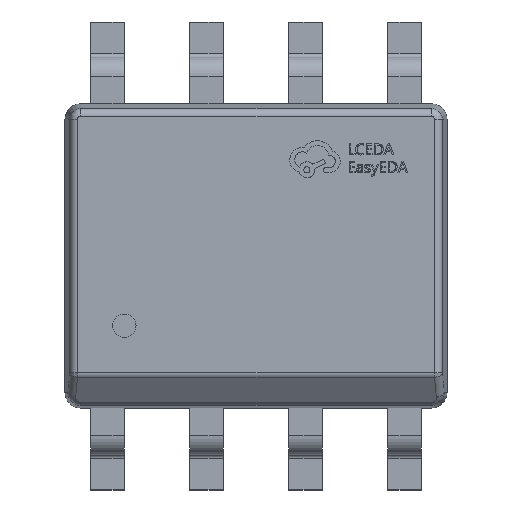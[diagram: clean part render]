
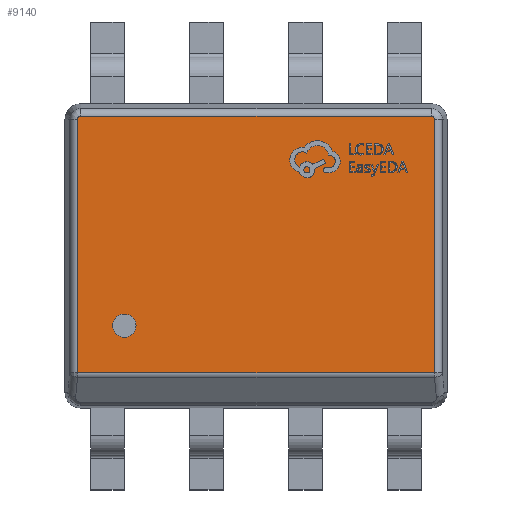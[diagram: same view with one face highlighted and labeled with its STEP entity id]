
A CAD part, top view. The second image highlights one B-rep face of the part: STEP entity #9140.
In plain terms, the highlighted planar face has unit normal (0, 0, 1).
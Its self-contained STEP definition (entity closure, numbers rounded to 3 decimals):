
#176 = CARTESIAN_POINT ( 'NONE',  ( 2.288, -1.497, 1.5 ) ) ;
#848 = VERTEX_POINT ( 'NONE', #10732 ) ;
#906 = EDGE_CURVE ( 'NONE', #20914, #10996, #19402, .T. ) ;
#915 = CARTESIAN_POINT ( 'NONE',  ( -2.25, -1.75, 1.5 ) ) ;
#2277 = ORIENTED_EDGE ( 'NONE', *, *, #906, .T. ) ;
#2350 = CIRCLE ( 'NONE', #14703, 0.15 ) ;
#2462 = CARTESIAN_POINT ( 'NONE',  ( -2.288, 1.75, 1.5 ) ) ;
#2663 = EDGE_CURVE ( 'NONE', #848, #10996, #5685, .T. ) ;
#2873 = VECTOR ( 'NONE', #7803, 1000. ) ;
#2909 = PLANE ( 'NONE',  #9868 ) ;
#3177 = ORIENTED_EDGE ( 'NONE', *, *, #14522, .F. ) ;
#3229 = EDGE_CURVE ( 'NONE', #20914, #5630, #7979, .T. ) ;
#4352 = CARTESIAN_POINT ( 'NONE',  ( 2.272, 1.788, 1.5 ) ) ;
#4543 = VERTEX_POINT ( 'NONE', #176 ) ;
#4788 = ORIENTED_EDGE ( 'NONE', *, *, #13787, .T. ) ;
#4986 = DIRECTION ( 'NONE',  ( 1., 0., 0. ) ) ;
#4991 = DIRECTION ( 'NONE',  ( 0., -1., 0. ) ) ;
#5630 = VERTEX_POINT ( 'NONE', #16642 ) ;
#5685 =( BOUNDED_CURVE ( )  B_SPLINE_CURVE ( 3, ( #2462, #6315, #14611, #21490 ),
 .UNSPECIFIED., .F., .F. ) 
 B_SPLINE_CURVE_WITH_KNOTS ( ( 4, 4 ),
 ( 0., 1. ),
 .UNSPECIFIED. ) 
 CURVE ( )  GEOMETRIC_REPRESENTATION_ITEM ( )  RATIONAL_B_SPLINE_CURVE ( ( 1., 0.805, 0.805, 1. ) ) 
 REPRESENTATION_ITEM ( '' )  );
#6121 = CARTESIAN_POINT ( 'NONE',  ( 2.288, 1.75, 1.5 ) ) ;
#6315 = CARTESIAN_POINT ( 'NONE',  ( -2.288, 1.772, 1.5 ) ) ;
#6355 = AXIS2_PLACEMENT_3D ( 'NONE', #20666, #13673, #8911 ) ;
#6436 = CARTESIAN_POINT ( 'NONE',  ( -1.688, -0.897, 1.5 ) ) ;
#6462 = CARTESIAN_POINT ( 'NONE',  ( -2.25, 1.788, 1.5 ) ) ;
#6884 = CARTESIAN_POINT ( 'NONE',  ( 2.288, -1.75, 1.5 ) ) ;
#7090 = LINE ( 'NONE', #14033, #19638 ) ;
#7313 = VERTEX_POINT ( 'NONE', #18693 ) ;
#7692 = DIRECTION ( 'NONE',  ( 0., 0., 1. ) ) ;
#7803 = DIRECTION ( 'NONE',  ( -1., 0., 0. ) ) ;
#7979 =( BOUNDED_CURVE ( )  B_SPLINE_CURVE ( 3, ( #17754, #4352, #19292, #6121 ),
 .UNSPECIFIED., .F., .F. ) 
 B_SPLINE_CURVE_WITH_KNOTS ( ( 4, 4 ),
 ( 0., 1. ),
 .UNSPECIFIED. ) 
 CURVE ( )  GEOMETRIC_REPRESENTATION_ITEM ( )  RATIONAL_B_SPLINE_CURVE ( ( 1., 0.805, 0.805, 1. ) ) 
 REPRESENTATION_ITEM ( '' )  );
#8290 = CARTESIAN_POINT ( 'NONE',  ( -1.538, -0.897, 1.5 ) ) ;
#8809 = LINE ( 'NONE', #8918, #17708 ) ;
#8911 = DIRECTION ( 'NONE',  ( 1., 0., 0. ) ) ;
#8918 = CARTESIAN_POINT ( 'NONE',  ( -2.288, -1.75, 1.5 ) ) ;
#9140 = ADVANCED_FACE ( 'NONE', ( #14635, #19751 ), #2909, .T. ) ;
#9413 = ORIENTED_EDGE ( 'NONE', *, *, #16610, .T. ) ;
#9868 = AXIS2_PLACEMENT_3D ( 'NONE', #915, #7692, #4986 ) ;
#10732 = CARTESIAN_POINT ( 'NONE',  ( -2.288, 1.75, 1.5 ) ) ;
#10996 = VERTEX_POINT ( 'NONE', #6462 ) ;
#11260 = DIRECTION ( 'NONE',  ( 1., 0., 0. ) ) ;
#12861 = EDGE_CURVE ( 'NONE', #21690, #4543, #7090, .T. ) ;
#13144 = DIRECTION ( 'NONE',  ( 0., 0., -1. ) ) ;
#13235 = EDGE_CURVE ( 'NONE', #5630, #4543, #20406, .T. ) ;
#13411 = CIRCLE ( 'NONE', #6355, 0.15 ) ;
#13673 = DIRECTION ( 'NONE',  ( 0., 0., -1. ) ) ;
#13787 = EDGE_CURVE ( 'NONE', #19741, #7313, #13411, .T. ) ;
#13888 = CARTESIAN_POINT ( 'NONE',  ( 2.25, 1.788, 1.5 ) ) ;
#14033 = CARTESIAN_POINT ( 'NONE',  ( -2.25, -1.497, 1.5 ) ) ;
#14522 = EDGE_CURVE ( 'NONE', #21690, #848, #8809, .T. ) ;
#14611 = CARTESIAN_POINT ( 'NONE',  ( -2.272, 1.788, 1.5 ) ) ;
#14635 = FACE_OUTER_BOUND ( 'NONE', #18354, .T. ) ;
#14703 = AXIS2_PLACEMENT_3D ( 'NONE', #6436, #13144, #11260 ) ;
#15522 = EDGE_LOOP ( 'NONE', ( #4788, #9413 ) ) ;
#15709 = VECTOR ( 'NONE', #4991, 1000. ) ;
#15974 = ORIENTED_EDGE ( 'NONE', *, *, #13235, .F. ) ;
#16195 = ORIENTED_EDGE ( 'NONE', *, *, #3229, .F. ) ;
#16610 = EDGE_CURVE ( 'NONE', #7313, #19741, #2350, .T. ) ;
#16642 = CARTESIAN_POINT ( 'NONE',  ( 2.288, 1.75, 1.5 ) ) ;
#16891 = ORIENTED_EDGE ( 'NONE', *, *, #12861, .T. ) ;
#17708 = VECTOR ( 'NONE', #20565, 1000. ) ;
#17739 = CARTESIAN_POINT ( 'NONE',  ( -2.25, 1.788, 1.5 ) ) ;
#17754 = CARTESIAN_POINT ( 'NONE',  ( 2.25, 1.788, 1.5 ) ) ;
#18213 = CARTESIAN_POINT ( 'NONE',  ( -2.288, -1.497, 1.5 ) ) ;
#18354 = EDGE_LOOP ( 'NONE', ( #2277, #21626, #3177, #16891, #15974, #16195 ) ) ;
#18693 = CARTESIAN_POINT ( 'NONE',  ( -1.838, -0.897, 1.5 ) ) ;
#19292 = CARTESIAN_POINT ( 'NONE',  ( 2.288, 1.772, 1.5 ) ) ;
#19402 = LINE ( 'NONE', #17739, #2873 ) ;
#19638 = VECTOR ( 'NONE', #20805, 1000. ) ;
#19741 = VERTEX_POINT ( 'NONE', #8290 ) ;
#19751 = FACE_BOUND ( 'NONE', #15522, .T. ) ;
#20406 = LINE ( 'NONE', #6884, #15709 ) ;
#20565 = DIRECTION ( 'NONE',  ( 0., 1., 0. ) ) ;
#20666 = CARTESIAN_POINT ( 'NONE',  ( -1.688, -0.897, 1.5 ) ) ;
#20805 = DIRECTION ( 'NONE',  ( 1., 0., 0. ) ) ;
#20914 = VERTEX_POINT ( 'NONE', #13888 ) ;
#21490 = CARTESIAN_POINT ( 'NONE',  ( -2.25, 1.788, 1.5 ) ) ;
#21626 = ORIENTED_EDGE ( 'NONE', *, *, #2663, .F. ) ;
#21690 = VERTEX_POINT ( 'NONE', #18213 ) ;
